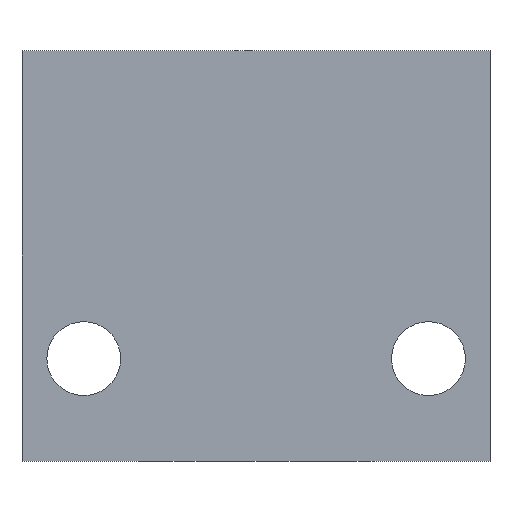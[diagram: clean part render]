
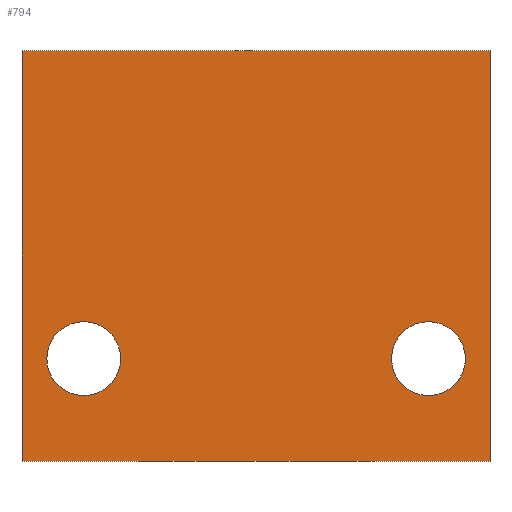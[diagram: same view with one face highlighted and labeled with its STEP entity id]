
A CAD part, front view. The second image highlights one B-rep face of the part: STEP entity #794.
In plain terms, the highlighted planar face has unit normal (0, -1, 0).
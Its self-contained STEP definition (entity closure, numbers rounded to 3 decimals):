
#129=DIRECTION('',(1.,0.,0.));
#130=VECTOR('',#129,56.998);
#131=CARTESIAN_POINT('',(0.,0.,0.));
#132=LINE('',#131,#130);
#157=DIRECTION('',(0.,0.,-1.));
#158=VECTOR('',#157,49.987);
#159=CARTESIAN_POINT('',(0.,0.,0.));
#160=LINE('',#159,#158);
#164=CARTESIAN_POINT('',(7.518,0.,-37.49));
#165=DIRECTION('',(0.,1.,0.));
#166=DIRECTION('',(0.,0.,1.));
#167=AXIS2_PLACEMENT_3D('',#164,#165,#166);
#172=CARTESIAN_POINT('',(7.518,0.,-37.49));
#173=DIRECTION('',(0.,1.,0.));
#174=DIRECTION('',(0.,0.,-1.));
#175=AXIS2_PLACEMENT_3D('',#172,#173,#174);
#180=CARTESIAN_POINT('',(49.505,0.,-37.49));
#181=DIRECTION('',(0.,1.,0.));
#182=DIRECTION('',(0.,0.,1.));
#183=AXIS2_PLACEMENT_3D('',#180,#181,#182);
#188=CARTESIAN_POINT('',(49.505,0.,-37.49));
#189=DIRECTION('',(0.,1.,0.));
#190=DIRECTION('',(0.,0.,-1.));
#191=AXIS2_PLACEMENT_3D('',#188,#189,#190);
#203=DIRECTION('',(0.,0.,-1.));
#204=VECTOR('',#203,49.987);
#205=CARTESIAN_POINT('',(56.998,0.,0.));
#206=LINE('',#205,#204);
#256=DIRECTION('',(1.,0.,0.));
#257=VECTOR('',#256,56.998);
#258=CARTESIAN_POINT('',(0.,0.,-49.987));
#259=LINE('',#258,#257);
#634=CARTESIAN_POINT('',(0.,0.,0.));
#635=CARTESIAN_POINT('',(56.998,0.,0.));
#636=VERTEX_POINT('',#634);
#637=VERTEX_POINT('',#635);
#638=CARTESIAN_POINT('',(0.,0.,-49.987));
#639=CARTESIAN_POINT('',(56.998,0.,-49.987));
#640=VERTEX_POINT('',#638);
#641=VERTEX_POINT('',#639);
#696=CARTESIAN_POINT('',(7.518,0.,-32.995));
#697=CARTESIAN_POINT('',(7.518,0.,-41.986));
#698=VERTEX_POINT('',#696);
#699=VERTEX_POINT('',#697);
#700=CARTESIAN_POINT('',(49.505,0.,-32.995));
#701=CARTESIAN_POINT('',(49.505,0.,-41.986));
#702=VERTEX_POINT('',#700);
#703=VERTEX_POINT('',#701);
#769=CARTESIAN_POINT('',(0.,0.,0.));
#770=DIRECTION('',(0.,-1.,0.));
#771=DIRECTION('',(1.,0.,0.));
#772=AXIS2_PLACEMENT_3D('',#769,#770,#771);
#773=PLANE('',#772);
#774=ORIENTED_EDGE('',*,*,#725,.T.);
#776=ORIENTED_EDGE('',*,*,#775,.T.);
#778=ORIENTED_EDGE('',*,*,#777,.F.);
#779=ORIENTED_EDGE('',*,*,#760,.F.);
#780=EDGE_LOOP('',(#774,#776,#778,#779));
#781=FACE_OUTER_BOUND('',#780,.F.);
#783=ORIENTED_EDGE('',*,*,#782,.F.);
#785=ORIENTED_EDGE('',*,*,#784,.F.);
#786=EDGE_LOOP('',(#783,#785));
#787=FACE_BOUND('',#786,.F.);
#789=ORIENTED_EDGE('',*,*,#788,.F.);
#791=ORIENTED_EDGE('',*,*,#790,.F.);
#792=EDGE_LOOP('',(#789,#791));
#793=FACE_BOUND('',#792,.F.);
#794=ADVANCED_FACE('',(#781,#787,#793),#773,.T.);
#168=CIRCLE('',#167,4.496);
#176=CIRCLE('',#175,4.496);
#184=CIRCLE('',#183,4.496);
#192=CIRCLE('',#191,4.496);
#725=EDGE_CURVE('',#636,#637,#132,.T.);
#760=EDGE_CURVE('',#636,#640,#160,.T.);
#775=EDGE_CURVE('',#637,#641,#206,.T.);
#777=EDGE_CURVE('',#640,#641,#259,.T.);
#782=EDGE_CURVE('',#698,#699,#168,.T.);
#784=EDGE_CURVE('',#699,#698,#176,.T.);
#788=EDGE_CURVE('',#702,#703,#184,.T.);
#790=EDGE_CURVE('',#703,#702,#192,.T.);
